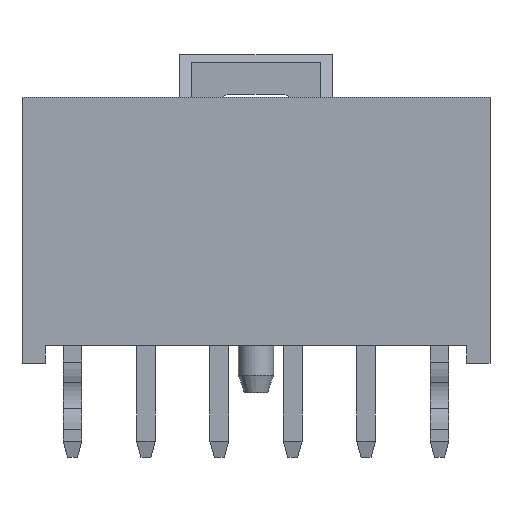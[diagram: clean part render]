
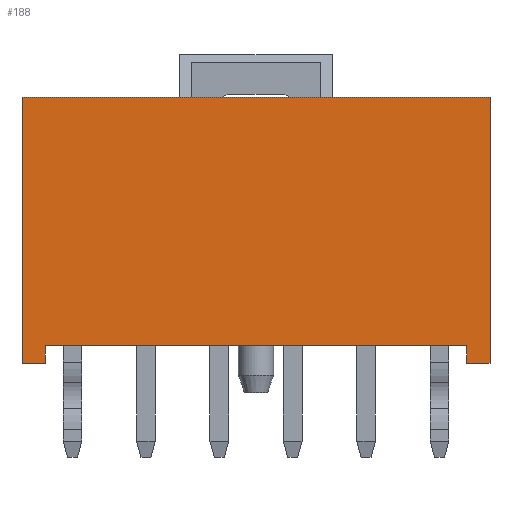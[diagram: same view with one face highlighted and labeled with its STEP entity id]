
A CAD part, front view. The second image highlights one B-rep face of the part: STEP entity #188.
In plain terms, the highlighted planar face has unit normal (0, -1, 0).
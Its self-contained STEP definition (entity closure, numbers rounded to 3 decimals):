
#188 = ADVANCED_FACE( '', ( #655 ), #656, .F. );
#655 = FACE_OUTER_BOUND( '', #1405, .T. );
#656 = PLANE( '', #1406 );
#1405 = EDGE_LOOP( '', ( #2732, #2733, #2734, #2735, #2736, #2737, #2738, #2739 ) );
#1406 = AXIS2_PLACEMENT_3D( '', #2740, #2741, #2742 );
#2732 = ORIENTED_EDGE( '', *, *, #5171, .T. );
#2733 = ORIENTED_EDGE( '', *, *, #5172, .F. );
#2734 = ORIENTED_EDGE( '', *, *, #5173, .F. );
#2735 = ORIENTED_EDGE( '', *, *, #4779, .F. );
#2736 = ORIENTED_EDGE( '', *, *, #4934, .T. );
#2737 = ORIENTED_EDGE( '', *, *, #5174, .F. );
#2738 = ORIENTED_EDGE( '', *, *, #5175, .F. );
#2739 = ORIENTED_EDGE( '', *, *, #5176, .F. );
#2740 = CARTESIAN_POINT( '', ( 0., -2.99, 0. ) );
#2741 = DIRECTION( '', ( 0., 1., 0. ) );
#2742 = DIRECTION( '', ( 1., 0., 0. ) );
#4779 = EDGE_CURVE( '', #5664, #5666, #5667, .T. );
#4934 = EDGE_CURVE( '', #5664, #5963, #5965, .T. );
#5171 = EDGE_CURVE( '', #6381, #6382, #6383, .T. );
#5172 = EDGE_CURVE( '', #6384, #6382, #6385, .T. );
#5173 = EDGE_CURVE( '', #5666, #6384, #6386, .T. );
#5174 = EDGE_CURVE( '', #6387, #5963, #6388, .T. );
#5175 = EDGE_CURVE( '', #6389, #6387, #6390, .T. );
#5176 = EDGE_CURVE( '', #6381, #6389, #6391, .T. );
#5664 = VERTEX_POINT( '', #7094 );
#5666 = VERTEX_POINT( '', #7097 );
#5667 = LINE( '', #7098, #7099 );
#5963 = VERTEX_POINT( '', #7542 );
#5965 = LINE( '', #7545, #7546 );
#6381 = VERTEX_POINT( '', #8174 );
#6382 = VERTEX_POINT( '', #8175 );
#6383 = LINE( '', #8176, #8177 );
#6384 = VERTEX_POINT( '', #8178 );
#6385 = LINE( '', #8179, #8180 );
#6386 = LINE( '', #8181, #8182 );
#6387 = VERTEX_POINT( '', #8183 );
#6388 = LINE( '', #8184, #8185 );
#6389 = VERTEX_POINT( '', #8186 );
#6390 = LINE( '', #8187, #8188 );
#6391 = LINE( '', #8189, #8190 );
#7094 = CARTESIAN_POINT( '', ( -7.97, -2.99, 4.23 ) );
#7097 = CARTESIAN_POINT( '', ( 7.97, -2.99, 4.23 ) );
#7098 = CARTESIAN_POINT( '', ( -7.97, -2.99, 4.23 ) );
#7099 = VECTOR( '', #9302, 1000. );
#7542 = CARTESIAN_POINT( '', ( -7.97, -2.99, -4.83 ) );
#7545 = CARTESIAN_POINT( '', ( -7.97, -2.99, 4.23 ) );
#7546 = VECTOR( '', #9469, 1000. );
#8174 = CARTESIAN_POINT( '', ( 7.17, -2.99, -4.23 ) );
#8175 = CARTESIAN_POINT( '', ( 7.17, -2.99, -4.83 ) );
#8176 = CARTESIAN_POINT( '', ( 7.17, -2.99, -4.23 ) );
#8177 = VECTOR( '', #9754, 1000. );
#8178 = CARTESIAN_POINT( '', ( 7.97, -2.99, -4.83 ) );
#8179 = CARTESIAN_POINT( '', ( 7.97, -2.99, -4.83 ) );
#8180 = VECTOR( '', #9755, 1000. );
#8181 = CARTESIAN_POINT( '', ( 7.97, -2.99, 4.23 ) );
#8182 = VECTOR( '', #9756, 1000. );
#8183 = CARTESIAN_POINT( '', ( -7.17, -2.99, -4.83 ) );
#8184 = CARTESIAN_POINT( '', ( -7.17, -2.99, -4.83 ) );
#8185 = VECTOR( '', #9757, 1000. );
#8186 = CARTESIAN_POINT( '', ( -7.17, -2.99, -4.23 ) );
#8187 = CARTESIAN_POINT( '', ( -7.17, -2.99, -4.23 ) );
#8188 = VECTOR( '', #9758, 1000. );
#8189 = CARTESIAN_POINT( '', ( 7.17, -2.99, -4.23 ) );
#8190 = VECTOR( '', #9759, 1000. );
#9302 = DIRECTION( '', ( 1., 0., 0. ) );
#9469 = DIRECTION( '', ( 0., 0., -1. ) );
#9754 = DIRECTION( '', ( 0., 0., -1. ) );
#9755 = DIRECTION( '', ( -1., 0., 0. ) );
#9756 = DIRECTION( '', ( 0., 0., -1. ) );
#9757 = DIRECTION( '', ( -1., 0., 0. ) );
#9758 = DIRECTION( '', ( 0., 0., -1. ) );
#9759 = DIRECTION( '', ( -1., 0., 0. ) );
